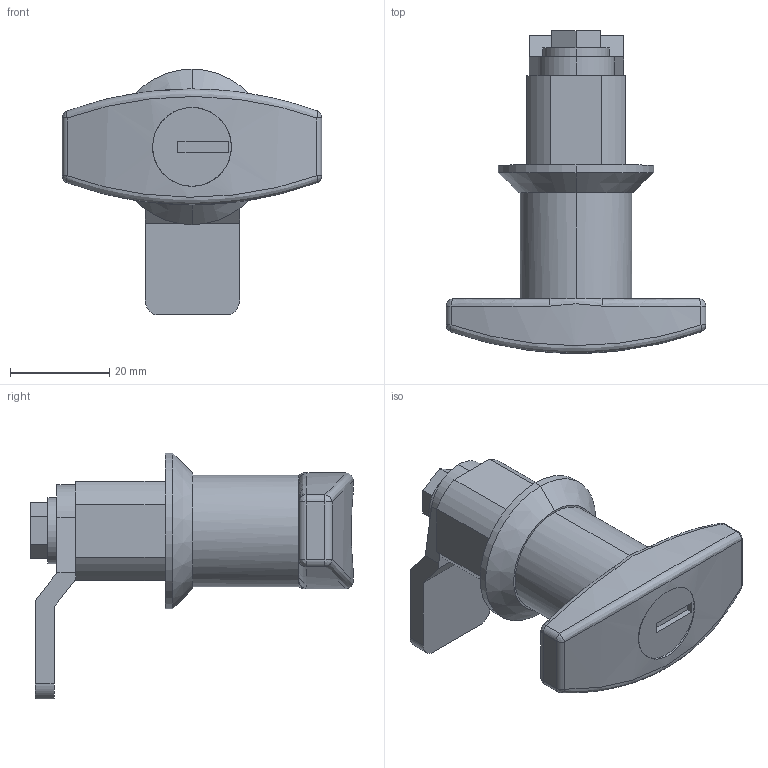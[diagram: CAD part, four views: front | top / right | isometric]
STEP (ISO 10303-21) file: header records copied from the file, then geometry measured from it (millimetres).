
FILE_DESCRIPTION (( 'STEP AP203' ), '1' );
FILE_NAME ('EHTL_Default.step', '2019-10-31T16:57:28', ( '' ), ( '' ), 'SwSTEP 2.0', 'SolidWorks 2018', '' );
FILE_SCHEMA (( 'CONFIG_CONTROL_DESIGN' ));
Length unit declared in the file: inch
Products named in the file (1): EHTL_Default
Bounding box: 52.32 x 65 x 49.56 mm (x, y, z)
Volume: 32132.6 mm3; surface area: 9861 mm2
Topology: 3 solids, 3 shells, 98 faces, 228 edges, 136 vertices
Faces by surface type: plane 48, cylinder 32, bspline 16, cone 2
Entity records: 3844 total; most frequent: CARTESIAN_POINT 1628, ORIENTED_EDGE 440, DIRECTION 440, EDGE_CURVE 220, AXIS2_PLACEMENT_3D 155, VERTEX_POINT 136, LINE 130, VECTOR 130
